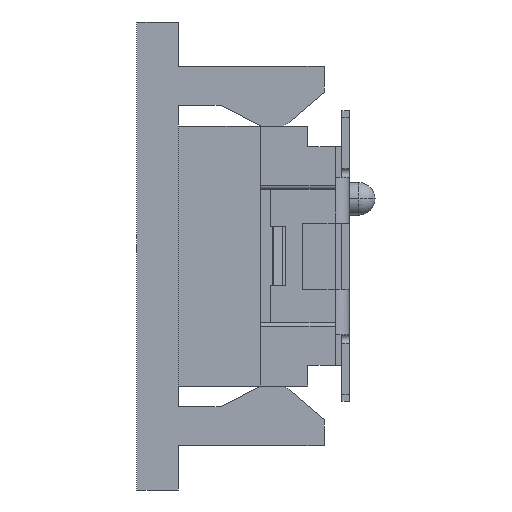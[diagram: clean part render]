
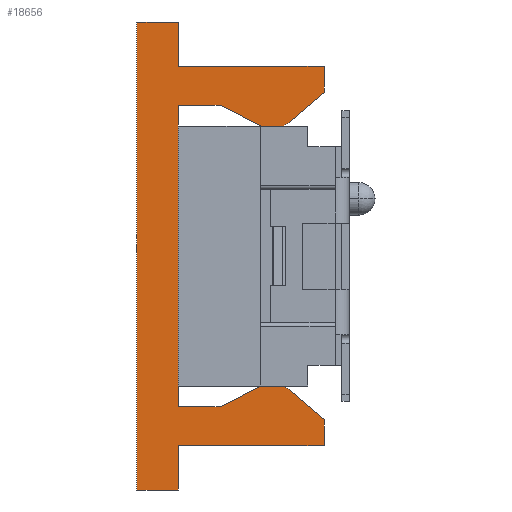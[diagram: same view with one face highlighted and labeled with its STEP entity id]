
A CAD part, left-side view. The second image highlights one B-rep face of the part: STEP entity #18656.
In plain terms, the highlighted planar face has unit normal (-1, 0, 0).
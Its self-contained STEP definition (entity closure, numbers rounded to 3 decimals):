
#865=DIRECTION('',(0.,0.,1.));
#866=VECTOR('',#865,0.4);
#867=CARTESIAN_POINT('',(-3.,3.296,2.5));
#868=LINE('7814',#867,#866);
#905=DIRECTION('',(0.,1.,0.));
#906=VECTOR('',#905,0.436);
#907=CARTESIAN_POINT('',(-3.,1.278,2.5));
#908=LINE('7592',#907,#906);
#1093=DIRECTION('',(0.,1.,0.));
#1094=VECTOR('',#1093,0.436);
#1095=CARTESIAN_POINT('',(-3.,1.278,-2.5));
#1096=LINE('7597',#1095,#1094);
#1109=DIRECTION('',(0.,0.,-1.));
#1110=VECTOR('',#1109,1.571);
#1111=CARTESIAN_POINT('',(-3.,3.296,2.5));
#1112=LINE('7587',#1111,#1110);
#1125=DIRECTION('',(0.,0.,-1.));
#1126=VECTOR('',#1125,0.745);
#1127=CARTESIAN_POINT('',(-3.,3.296,-1.755));
#1128=LINE('7588',#1127,#1126);
#1350=DIRECTION('',(0.,1.,0.));
#1351=VECTOR('',#1350,0.8);
#1352=CARTESIAN_POINT('',(-3.,2.496,0.65));
#1353=LINE('7546',#1352,#1351);
#1354=DIRECTION('',(0.,0.,1.));
#1355=VECTOR('',#1354,1.3);
#1356=CARTESIAN_POINT('',(-3.,2.496,-0.65));
#1357=LINE('7539',#1356,#1355);
#1358=DIRECTION('',(0.,-1.,0.));
#1359=VECTOR('',#1358,0.8);
#1360=CARTESIAN_POINT('',(-3.,3.296,-0.65));
#1361=LINE('7545',#1360,#1359);
#1362=DIRECTION('',(0.,1.,0.));
#1363=VECTOR('',#1362,0.8);
#1364=CARTESIAN_POINT('',(-3.,2.496,-2.9));
#1365=LINE('7580',#1364,#1363);
#1366=DIRECTION('',(0.,0.89,-0.455));
#1367=VECTOR('',#1366,0.867);
#1368=CARTESIAN_POINT('',(-3.,1.724,-2.505));
#1369=LINE('7551',#1368,#1367);
#1370=CARTESIAN_POINT('',(-3.,1.496,-2.95));
#1371=DIRECTION('',(-1.,0.,0.));
#1372=DIRECTION('',(0.,0.436,0.9));
#1373=AXIS2_PLACEMENT_3D('',#1370,#1371,#1372);
#1375=CARTESIAN_POINT('',(-3.,1.496,-2.95));
#1376=DIRECTION('',(-1.,0.,0.));
#1377=DIRECTION('',(0.,-0.652,0.758));
#1378=AXIS2_PLACEMENT_3D('',#1375,#1376,#1377);
#1380=DIRECTION('',(0.,0.758,0.652));
#1381=VECTOR('',#1380,0.889);
#1382=CARTESIAN_POINT('',(-3.,0.496,-3.15));
#1383=LINE('7550',#1382,#1381);
#1384=DIRECTION('',(0.,0.,1.));
#1385=VECTOR('',#1384,0.5);
#1386=CARTESIAN_POINT('',(-3.,0.496,-3.65));
#1387=LINE('7549',#1386,#1385);
#1388=DIRECTION('',(0.,-1.,0.));
#1389=VECTOR('',#1388,2.8);
#1390=CARTESIAN_POINT('',(-3.,3.296,-3.65));
#1391=LINE('7579',#1390,#1389);
#1392=DIRECTION('',(0.,1.,0.));
#1393=VECTOR('',#1392,0.8);
#1394=CARTESIAN_POINT('',(-3.,3.296,-4.5));
#1395=LINE('7536',#1394,#1393);
#1396=DIRECTION('',(0.,1.,0.));
#1397=VECTOR('',#1396,2.8);
#1398=CARTESIAN_POINT('',(-3.,0.496,3.65));
#1399=LINE('7582',#1398,#1397);
#1400=DIRECTION('',(0.,0.,1.));
#1401=VECTOR('',#1400,0.5);
#1402=CARTESIAN_POINT('',(-3.,0.496,3.15));
#1403=LINE('7554',#1402,#1401);
#1404=DIRECTION('',(0.,-0.758,0.652));
#1405=VECTOR('',#1404,0.889);
#1406=CARTESIAN_POINT('',(-3.,1.17,2.571));
#1407=LINE('7553',#1406,#1405);
#1408=CARTESIAN_POINT('',(-3.,1.496,2.95));
#1409=DIRECTION('',(-1.,0.,0.));
#1410=DIRECTION('',(0.,-0.436,-0.9));
#1411=AXIS2_PLACEMENT_3D('',#1408,#1409,#1410);
#1413=CARTESIAN_POINT('',(-3.,1.496,2.95));
#1414=DIRECTION('',(-1.,0.,0.));
#1415=DIRECTION('',(0.,0.455,-0.89));
#1416=AXIS2_PLACEMENT_3D('',#1413,#1414,#1415);
#1418=DIRECTION('',(0.,-0.89,-0.455));
#1419=VECTOR('',#1418,0.867);
#1420=CARTESIAN_POINT('',(-3.,2.496,2.9));
#1421=LINE('7552',#1420,#1419);
#1422=DIRECTION('',(0.,-1.,0.));
#1423=VECTOR('',#1422,0.8);
#1424=CARTESIAN_POINT('',(-3.,3.296,2.9));
#1425=LINE('7581',#1424,#1423);
#1434=DIRECTION('',(0.,0.,1.));
#1435=VECTOR('',#1434,0.279);
#1436=CARTESIAN_POINT('',(-3.,3.296,0.65));
#1437=LINE('7813',#1436,#1435);
#2591=DIRECTION('',(0.,0.,1.));
#2592=VECTOR('',#2591,1.105);
#2593=CARTESIAN_POINT('',(-3.,3.296,-1.755));
#2594=LINE('7812',#2593,#2592);
#13251=DIRECTION('',(0.,0.,1.));
#13252=VECTOR('',#13251,0.4);
#13253=CARTESIAN_POINT('',(-3.,3.296,-2.9));
#13254=LINE('7811',#13253,#13252);
#13287=DIRECTION('',(0.,0.,1.));
#13288=VECTOR('',#13287,0.85);
#13289=CARTESIAN_POINT('',(-3.,3.296,-4.5));
#13290=LINE('7575',#13289,#13288);
#13307=DIRECTION('',(0.,0.,1.));
#13308=VECTOR('',#13307,9.);
#13309=CARTESIAN_POINT('',(-3.,4.096,-4.5));
#13310=LINE('7532',#13309,#13308);
#13311=DIRECTION('',(0.,1.,0.));
#13312=VECTOR('',#13311,0.8);
#13313=CARTESIAN_POINT('',(-3.,3.296,4.5));
#13314=LINE('7537',#13313,#13312);
#13319=DIRECTION('',(0.,0.,1.));
#13320=VECTOR('',#13319,0.85);
#13321=CARTESIAN_POINT('',(-3.,3.296,3.65));
#13322=LINE('7576',#13321,#13320);
#17200=CARTESIAN_POINT('',(-3.,3.296,-4.5));
#17202=VERTEX_POINT('',#17200);
#17203=CARTESIAN_POINT('',(-3.,3.296,4.5));
#17205=VERTEX_POINT('',#17203);
#17208=CARTESIAN_POINT('',(-3.,4.096,-4.5));
#17210=VERTEX_POINT('',#17208);
#17211=CARTESIAN_POINT('',(-3.,4.096,4.5));
#17212=VERTEX_POINT('',#17211);
#17215=CARTESIAN_POINT('',(-3.,2.496,-0.65));
#17216=CARTESIAN_POINT('',(-3.,2.496,0.65));
#17217=VERTEX_POINT('',#17215);
#17218=VERTEX_POINT('',#17216);
#17223=CARTESIAN_POINT('',(-3.,3.296,-0.65));
#17225=VERTEX_POINT('',#17223);
#17227=CARTESIAN_POINT('',(-3.,3.296,0.65));
#17229=VERTEX_POINT('',#17227);
#17231=CARTESIAN_POINT('',(-3.,0.496,-3.65));
#17232=CARTESIAN_POINT('',(-3.,0.496,-3.15));
#17233=VERTEX_POINT('',#17231);
#17234=VERTEX_POINT('',#17232);
#17235=CARTESIAN_POINT('',(-3.,1.17,-2.571));
#17236=VERTEX_POINT('',#17235);
#17237=CARTESIAN_POINT('',(-3.,1.724,-2.505));
#17238=CARTESIAN_POINT('',(-3.,2.496,-2.9));
#17239=VERTEX_POINT('',#17237);
#17240=VERTEX_POINT('',#17238);
#17241=CARTESIAN_POINT('',(-3.,2.496,2.9));
#17242=CARTESIAN_POINT('',(-3.,1.724,2.505));
#17243=VERTEX_POINT('',#17241);
#17244=VERTEX_POINT('',#17242);
#17245=CARTESIAN_POINT('',(-3.,1.17,2.571));
#17246=CARTESIAN_POINT('',(-3.,0.496,3.15));
#17247=VERTEX_POINT('',#17245);
#17248=VERTEX_POINT('',#17246);
#17249=CARTESIAN_POINT('',(-3.,0.496,3.65));
#17250=VERTEX_POINT('',#17249);
#17271=CARTESIAN_POINT('',(-3.,3.296,-3.65));
#17273=VERTEX_POINT('',#17271);
#17275=CARTESIAN_POINT('',(-3.,3.296,-2.9));
#17277=VERTEX_POINT('',#17275);
#17279=CARTESIAN_POINT('',(-3.,3.296,2.9));
#17281=VERTEX_POINT('',#17279);
#17283=CARTESIAN_POINT('',(-3.,3.296,3.65));
#17285=VERTEX_POINT('',#17283);
#17287=CARTESIAN_POINT('',(-3.,3.296,2.5));
#17288=CARTESIAN_POINT('',(-3.,3.296,0.929));
#17289=VERTEX_POINT('',#17287);
#17290=VERTEX_POINT('',#17288);
#17291=CARTESIAN_POINT('',(-3.,3.296,-1.755));
#17292=CARTESIAN_POINT('',(-3.,3.296,-2.5));
#17293=VERTEX_POINT('',#17291);
#17294=VERTEX_POINT('',#17292);
#17303=CARTESIAN_POINT('',(-3.,1.278,2.5));
#17304=CARTESIAN_POINT('',(-3.,1.714,2.5));
#17305=VERTEX_POINT('',#17303);
#17306=VERTEX_POINT('',#17304);
#17311=CARTESIAN_POINT('',(-3.,1.278,-2.5));
#17312=CARTESIAN_POINT('',(-3.,1.714,-2.5));
#17313=VERTEX_POINT('',#17311);
#17314=VERTEX_POINT('',#17312);
#18594=CARTESIAN_POINT('',(-3.,3.296,-4.5));
#18595=DIRECTION('',(-1.,0.,0.));
#18596=DIRECTION('',(0.,0.,1.));
#18597=AXIS2_PLACEMENT_3D('',#18594,#18595,#18596);
#18598=PLANE('4438',#18597);
#18599=ORIENTED_EDGE('7587',*,*,#18469,.T.);
#18601=ORIENTED_EDGE('7813',*,*,#18600,.F.);
#18603=ORIENTED_EDGE('7546',*,*,#18602,.F.);
#18605=ORIENTED_EDGE('7539',*,*,#18604,.F.);
#18607=ORIENTED_EDGE('7545',*,*,#18606,.F.);
#18609=ORIENTED_EDGE('7812',*,*,#18608,.F.);
#18610=ORIENTED_EDGE('7588',*,*,#18475,.T.);
#18612=ORIENTED_EDGE('7811',*,*,#18611,.F.);
#18614=ORIENTED_EDGE('7580',*,*,#18613,.F.);
#18616=ORIENTED_EDGE('7551',*,*,#18615,.F.);
#18618=ORIENTED_EDGE('7804',*,*,#18617,.F.);
#18619=ORIENTED_EDGE('7597',*,*,#18454,.F.);
#18621=ORIENTED_EDGE('7803',*,*,#18620,.F.);
#18623=ORIENTED_EDGE('7550',*,*,#18622,.F.);
#18625=ORIENTED_EDGE('7549',*,*,#18624,.F.);
#18627=ORIENTED_EDGE('7579',*,*,#18626,.F.);
#18629=ORIENTED_EDGE('7575',*,*,#18628,.F.);
#18631=ORIENTED_EDGE('7536',*,*,#18630,.T.);
#18633=ORIENTED_EDGE('7532',*,*,#18632,.T.);
#18635=ORIENTED_EDGE('7537',*,*,#18634,.F.);
#18637=ORIENTED_EDGE('7576',*,*,#18636,.F.);
#18639=ORIENTED_EDGE('7582',*,*,#18638,.F.);
#18641=ORIENTED_EDGE('7554',*,*,#18640,.F.);
#18643=ORIENTED_EDGE('7553',*,*,#18642,.F.);
#18645=ORIENTED_EDGE('7806',*,*,#18644,.F.);
#18646=ORIENTED_EDGE('7592',*,*,#18153,.T.);
#18648=ORIENTED_EDGE('7805',*,*,#18647,.F.);
#18650=ORIENTED_EDGE('7552',*,*,#18649,.F.);
#18652=ORIENTED_EDGE('7581',*,*,#18651,.F.);
#18653=ORIENTED_EDGE('7814',*,*,#18120,.F.);
#18654=EDGE_LOOP('4438',(#18599,#18601,#18603,#18605,#18607,#18609,#18610,
#18612,#18614,#18616,#18618,#18619,#18621,#18623,#18625,#18627,#18629,#18631,
#18633,#18635,#18637,#18639,#18641,#18643,#18645,#18646,#18648,#18650,#18652,
#18653));
#18655=FACE_OUTER_BOUND('4438',#18654,.F.);
#18656=ADVANCED_FACE('4438',(#18655),#18598,.T.);
#1374=CIRCLE('7804',#1373,0.5);
#1379=CIRCLE('7803',#1378,0.5);
#1412=CIRCLE('7806',#1411,0.5);
#1417=CIRCLE('7805',#1416,0.5);
#18120=EDGE_CURVE('7814',#17289,#17281,#868,.T.);
#18153=EDGE_CURVE('7592',#17305,#17306,#908,.T.);
#18454=EDGE_CURVE('7597',#17313,#17314,#1096,.T.);
#18469=EDGE_CURVE('7587',#17289,#17290,#1112,.T.);
#18475=EDGE_CURVE('7588',#17293,#17294,#1128,.T.);
#18600=EDGE_CURVE('7813',#17229,#17290,#1437,.T.);
#18602=EDGE_CURVE('7546',#17218,#17229,#1353,.T.);
#18604=EDGE_CURVE('7539',#17217,#17218,#1357,.T.);
#18606=EDGE_CURVE('7545',#17225,#17217,#1361,.T.);
#18608=EDGE_CURVE('7812',#17293,#17225,#2594,.T.);
#18611=EDGE_CURVE('7811',#17277,#17294,#13254,.T.);
#18613=EDGE_CURVE('7580',#17240,#17277,#1365,.T.);
#18615=EDGE_CURVE('7551',#17239,#17240,#1369,.T.);
#18617=EDGE_CURVE('7804',#17314,#17239,#1374,.T.);
#18620=EDGE_CURVE('7803',#17236,#17313,#1379,.T.);
#18622=EDGE_CURVE('7550',#17234,#17236,#1383,.T.);
#18624=EDGE_CURVE('7549',#17233,#17234,#1387,.T.);
#18626=EDGE_CURVE('7579',#17273,#17233,#1391,.T.);
#18628=EDGE_CURVE('7575',#17202,#17273,#13290,.T.);
#18630=EDGE_CURVE('7536',#17202,#17210,#1395,.T.);
#18632=EDGE_CURVE('7532',#17210,#17212,#13310,.T.);
#18634=EDGE_CURVE('7537',#17205,#17212,#13314,.T.);
#18636=EDGE_CURVE('7576',#17285,#17205,#13322,.T.);
#18638=EDGE_CURVE('7582',#17250,#17285,#1399,.T.);
#18640=EDGE_CURVE('7554',#17248,#17250,#1403,.T.);
#18642=EDGE_CURVE('7553',#17247,#17248,#1407,.T.);
#18644=EDGE_CURVE('7806',#17305,#17247,#1412,.T.);
#18647=EDGE_CURVE('7805',#17244,#17306,#1417,.T.);
#18649=EDGE_CURVE('7552',#17243,#17244,#1421,.T.);
#18651=EDGE_CURVE('7581',#17281,#17243,#1425,.T.);
